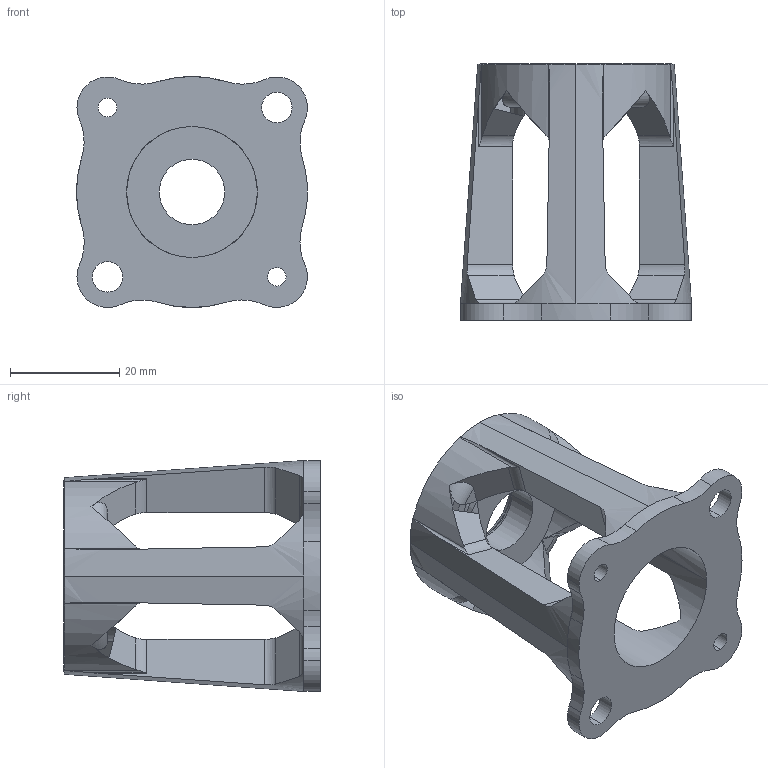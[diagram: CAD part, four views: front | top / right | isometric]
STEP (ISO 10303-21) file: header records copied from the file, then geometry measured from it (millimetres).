
FILE_DESCRIPTION (( 'STEP AP214' ), '1' );
FILE_NAME ('thrust_cage.STEP', '2020-04-16T13:28:29', ( '' ), ( '' ), 'SwSTEP 2.0', 'SolidWorks 2019', '' );
FILE_SCHEMA (( 'AUTOMOTIVE_DESIGN' ));
Length unit declared in the file: millimetre
Products named in the file (1): thrust_cage
Bounding box: 42.3 x 47 x 42.3 mm (x, y, z)
Volume: 22272.3 mm3; surface area: 10501 mm2
Topology: 1 solids, 1 shells, 142 faces, 400 edges, 254 vertices
Faces by surface type: cylinder 73, plane 36, cone 29, torus 4
Entity records: 5160 total; most frequent: CARTESIAN_POINT 1609, ORIENTED_EDGE 800, DIRECTION 688, EDGE_CURVE 400, AXIS2_PLACEMENT_3D 273, VERTEX_POINT 254, EDGE_LOOP 154, LINE 142
